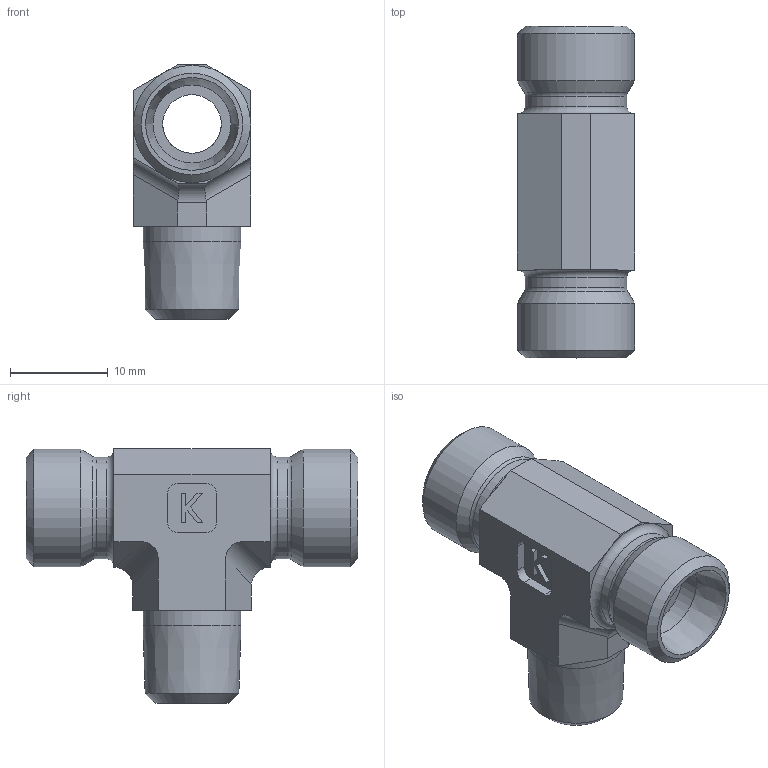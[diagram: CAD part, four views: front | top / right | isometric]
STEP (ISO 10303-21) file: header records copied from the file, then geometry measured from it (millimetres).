
FILE_DESCRIPTION((''),'2;1');
FILE_NAME('28001081812.stp','2014-08-22T14:41:33',(''),('KNOMI spol. s r. o.'),'Autodesk Inventor 2012','Autodesk Inventor 2012','');
FILE_SCHEMA(('AUTOMOTIVE_DESIGN { 1 2 10303 214 0 1 1 1 }'));
Length unit declared in the file: millimetre
Products named in the file (1): THCR1 8LLRkuž R1/8/ M12x1
Bounding box: 12 x 34 x 26.06 mm (x, y, z)
Volume: 3397.2 mm3; surface area: 2972.9 mm2
Topology: 1 solids, 1 shells, 83 faces, 210 edges, 133 vertices
Faces by surface type: plane 51, cylinder 19, cone 9, torus 4
Full cylindrical faces by diameter (mm): 6 x2, 8 x2, 10.041 x1, 10.4 x2, 12 x2
Entity records: 2318 total; most frequent: DIRECTION 410, CARTESIAN_POINT 386, ORIENTED_EDGE 356, EDGE_CURVE 178, AXIS2_PLACEMENT_3D 148, VERTEX_POINT 124, EDGE_LOOP 114, VECTOR 114
